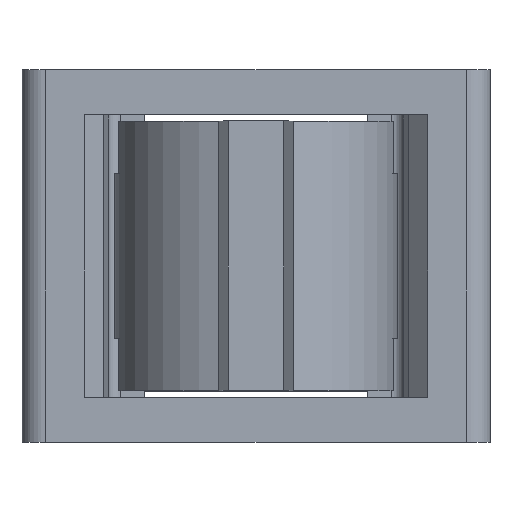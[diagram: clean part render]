
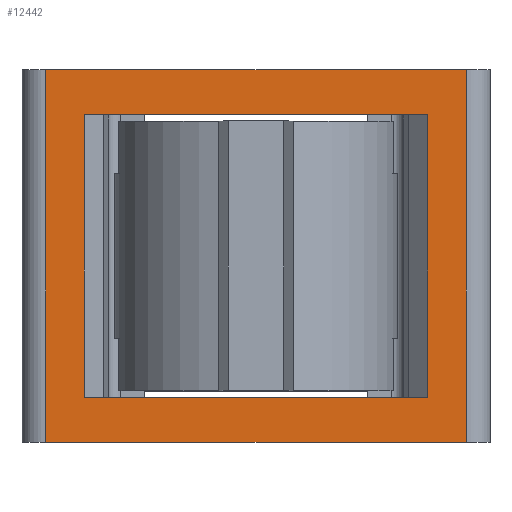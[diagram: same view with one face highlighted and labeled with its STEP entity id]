
A CAD part, top view. The second image highlights one B-rep face of the part: STEP entity #12442.
In plain terms, the highlighted planar face has unit normal (0, 0, 1).
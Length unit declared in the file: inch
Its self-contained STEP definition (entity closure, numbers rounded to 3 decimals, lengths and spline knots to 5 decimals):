
#11935=CARTESIAN_POINT('',(0.28642,0.23622,0.73583));
#11936=VERTEX_POINT('',#11935);
#11943=CARTESIAN_POINT('',(-0.28642,0.23622,0.73583));
#11944=VERTEX_POINT('',#11943);
#11945=CARTESIAN_POINT('',(0.28642,0.23622,0.73583));
#11946=DIRECTION('',(-1.0,0.0,0.0));
#11947=VECTOR('',#11946,0.57283);
#11948=LINE('',#11945,#11947);
#11949=EDGE_CURVE('',#11936,#11944,#11948,.T.);
#12230=CARTESIAN_POINT('',(-0.28642,-0.23622,0.73583));
#12231=VERTEX_POINT('',#12230);
#12238=CARTESIAN_POINT('',(0.28642,-0.23622,0.73583));
#12239=VERTEX_POINT('',#12238);
#12240=CARTESIAN_POINT('',(0.28642,-0.23622,0.73583));
#12241=DIRECTION('',(-1.0,0.0,0.0));
#12242=VECTOR('',#12241,0.57283);
#12243=LINE('',#12240,#12242);
#12244=EDGE_CURVE('',#12239,#12231,#12243,.T.);
#12277=CARTESIAN_POINT('',(-0.28642,0.23622,0.73583));
#12278=DIRECTION('',(0.0,-1.0,0.0));
#12279=VECTOR('',#12278,0.47244);
#12280=LINE('',#12277,#12279);
#12281=EDGE_CURVE('',#11944,#12231,#12280,.T.);
#12311=CARTESIAN_POINT('',(0.28642,-0.23622,0.73583));
#12312=DIRECTION('',(0.0,1.0,0.0));
#12313=VECTOR('',#12312,0.47244);
#12314=LINE('',#12311,#12313);
#12315=EDGE_CURVE('',#12239,#11936,#12314,.T.);
#12337=CARTESIAN_POINT('',(0.35138,-0.31102,0.73583));
#12338=VERTEX_POINT('',#12337);
#12356=CARTESIAN_POINT('',(0.35138,0.31102,0.73583));
#12357=VERTEX_POINT('',#12356);
#12365=CARTESIAN_POINT('',(0.35138,0.31102,0.73583));
#12366=DIRECTION('',(0.0,-1.0,0.0));
#12367=VECTOR('',#12366,0.62205);
#12368=LINE('',#12365,#12367);
#12369=EDGE_CURVE('',#12357,#12338,#12368,.T.);
#12380=CARTESIAN_POINT('',(-0.35138,-0.31102,0.73583));
#12381=VERTEX_POINT('',#12380);
#12382=CARTESIAN_POINT('',(0.35138,-0.31102,0.73583));
#12383=DIRECTION('',(-1.0,0.0,0.0));
#12384=VECTOR('',#12383,0.70276);
#12385=LINE('',#12382,#12384);
#12386=EDGE_CURVE('',#12338,#12381,#12385,.T.);
#12413=CARTESIAN_POINT('',(-0.38652,0.34213,0.73583));
#12414=DIRECTION('',(0.0,0.0,1.0));
#12415=DIRECTION('',(1.0,0.0,0.0));
#12416=AXIS2_PLACEMENT_3D('',#12413,#12414,#12415);
#12417=PLANE('',#12416);
#12418=ORIENTED_EDGE('',*,*,#12369,.F.);
#12419=CARTESIAN_POINT('',(-0.35138,0.31102,0.73583));
#12420=VERTEX_POINT('',#12419);
#12421=CARTESIAN_POINT('',(-0.35138,0.31102,0.73583));
#12422=DIRECTION('',(1.0,0.0,0.0));
#12423=VECTOR('',#12422,0.70276);
#12424=LINE('',#12421,#12423);
#12425=EDGE_CURVE('',#12420,#12357,#12424,.T.);
#12426=ORIENTED_EDGE('',*,*,#12425,.F.);
#12427=CARTESIAN_POINT('',(-0.35138,-0.31102,0.73583));
#12428=DIRECTION('',(0.0,1.0,0.0));
#12429=VECTOR('',#12428,0.62205);
#12430=LINE('',#12427,#12429);
#12431=EDGE_CURVE('',#12381,#12420,#12430,.T.);
#12432=ORIENTED_EDGE('',*,*,#12431,.F.);
#12433=ORIENTED_EDGE('',*,*,#12386,.F.);
#12434=EDGE_LOOP('',(#12418,#12426,#12432,#12433));
#12435=FACE_OUTER_BOUND('',#12434,.T.);
#12436=ORIENTED_EDGE('',*,*,#11949,.F.);
#12437=ORIENTED_EDGE('',*,*,#12315,.F.);
#12438=ORIENTED_EDGE('',*,*,#12244,.T.);
#12439=ORIENTED_EDGE('',*,*,#12281,.F.);
#12440=EDGE_LOOP('',(#12436,#12437,#12438,#12439));
#12441=FACE_BOUND('',#12440,.T.);
#12442=ADVANCED_FACE('',(#12435,#12441),#12417,.T.);
